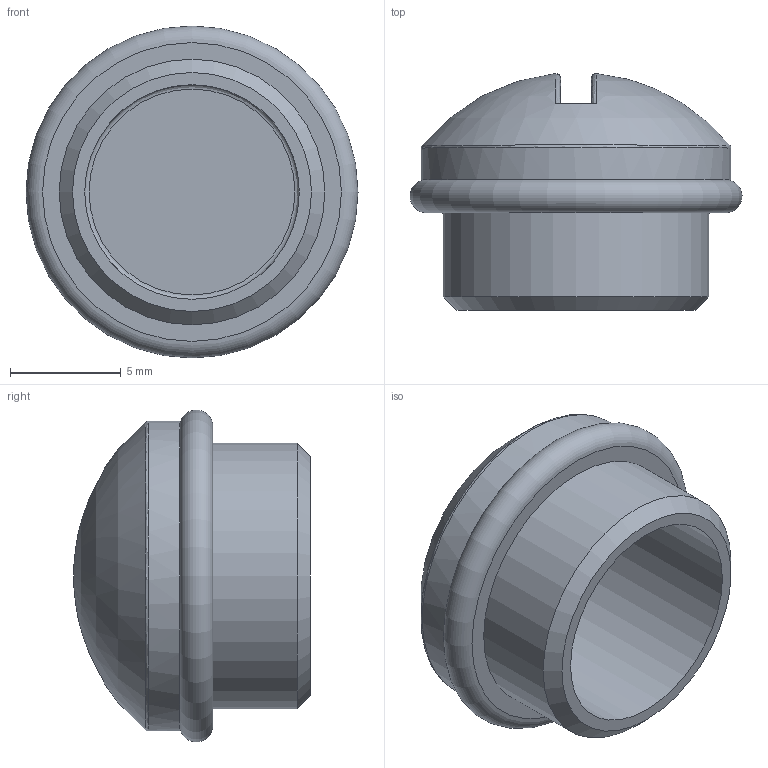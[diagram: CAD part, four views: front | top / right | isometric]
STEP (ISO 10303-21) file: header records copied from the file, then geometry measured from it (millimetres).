
FILE_DESCRIPTION(/* description */ (''),/* implementation_level */ '2;1');
FILE_NAME(/* name */ '100534217ugm000_a.stp',/* time_stamp */ '2017-09-26T12:26:47+02:00',/* author */ (''),/* organization */ (''),/* preprocessor_version */ 'ST-DEVELOPER v16',/* originating_system */ 'SIEMENS PLM Software NX 10.0',/* authorisation */ '');
FILE_SCHEMA (('AUTOMOTIVE_DESIGN { 1 0 10303 214 3 1 1 1 }'));
Length unit declared in the file: millimetre
Products named in the file (1): 100534217ugm000_a
Bounding box: 15 x 10.7 x 15 mm (x, y, z)
Volume: 685.4 mm3; surface area: 909 mm2
Topology: 1 solids, 1 shells, 18 faces, 35 edges, 23 vertices
Faces by surface type: plane 7, bspline 5, cylinder 3, sphere 1, torus 1, cone 1
Full cylindrical faces by diameter (mm): 9.7 x1, 12 x1, 14 x1
Entity records: 776 total; most frequent: CARTESIAN_POINT 291, DIRECTION 66, ORIENTED_EDGE 52, AXIS2_PLACEMENT_3D 32, EDGE_LOOP 29, EDGE_CURVE 26, FACE_BOUND 22, VERTEX_POINT 21
